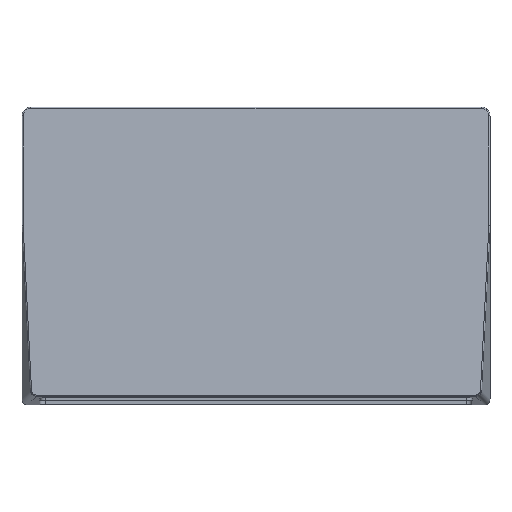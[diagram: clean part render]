
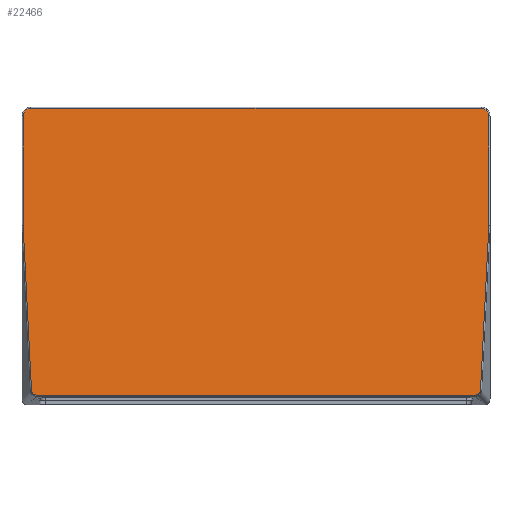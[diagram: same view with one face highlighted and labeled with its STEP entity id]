
A CAD part, front view. The second image highlights one B-rep face of the part: STEP entity #22466.
In plain terms, the highlighted planar face has unit normal (0, -0.995, 0.098).
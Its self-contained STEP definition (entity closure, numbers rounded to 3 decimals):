
#519=PLANE('',#23811);
#1317=FACE_OUTER_BOUND('',#2622,.T.);
#2622=EDGE_LOOP('',(#15217,#15218,#15219,#15220,#15221,#15222,#15223,#15224,
#15225,#15226));
#4182=ELLIPSE('',#23771,3.386,3.25);
#4184=ELLIPSE('',#23776,3.386,3.25);
#4189=ELLIPSE('',#23785,5.275,5.25);
#4191=ELLIPSE('',#23790,5.275,5.25);
#5837=LINE('',#34351,#7555);
#5838=LINE('',#34387,#7556);
#5840=LINE('',#34421,#7558);
#5842=LINE('',#34427,#7560);
#5845=LINE('',#34473,#7563);
#5847=LINE('',#34512,#7565);
#7555=VECTOR('',#26727,10.);
#7556=VECTOR('',#26740,10.);
#7558=VECTOR('',#26750,10.);
#7560=VECTOR('',#26756,10.);
#7563=VECTOR('',#26773,10.);
#7565=VECTOR('',#26783,10.);
#9274=VERTEX_POINT('',#34348);
#9275=VERTEX_POINT('',#34350);
#9277=VERTEX_POINT('',#34379);
#9279=VERTEX_POINT('',#34385);
#9281=VERTEX_POINT('',#34415);
#9282=VERTEX_POINT('',#34420);
#9284=VERTEX_POINT('',#34426);
#9287=VERTEX_POINT('',#34463);
#9289=VERTEX_POINT('',#34469);
#9291=VERTEX_POINT('',#34504);
#11671=EDGE_CURVE('',#9274,#9275,#5837,.T.);
#11674=EDGE_CURVE('',#9277,#9274,#4182,.T.);
#11677=EDGE_CURVE('',#9279,#9277,#5838,.T.);
#11680=EDGE_CURVE('',#9281,#9279,#4184,.T.);
#11682=EDGE_CURVE('',#9282,#9281,#5840,.T.);
#11685=EDGE_CURVE('',#9275,#9284,#5842,.T.);
#11691=EDGE_CURVE('',#9284,#9287,#4189,.T.);
#11694=EDGE_CURVE('',#9287,#9289,#5845,.T.);
#11697=EDGE_CURVE('',#9289,#9291,#4191,.T.);
#11699=EDGE_CURVE('',#9291,#9282,#5847,.T.);
#15217=ORIENTED_EDGE('',*,*,#11671,.F.);
#15218=ORIENTED_EDGE('',*,*,#11674,.F.);
#15219=ORIENTED_EDGE('',*,*,#11677,.F.);
#15220=ORIENTED_EDGE('',*,*,#11680,.F.);
#15221=ORIENTED_EDGE('',*,*,#11682,.F.);
#15222=ORIENTED_EDGE('',*,*,#11699,.F.);
#15223=ORIENTED_EDGE('',*,*,#11697,.F.);
#15224=ORIENTED_EDGE('',*,*,#11694,.F.);
#15225=ORIENTED_EDGE('',*,*,#11691,.F.);
#15226=ORIENTED_EDGE('',*,*,#11685,.F.);
#22466=ADVANCED_FACE('',(#1317),#519,.F.);
#23771=AXIS2_PLACEMENT_3D('',#34381,#26732,#26733);
#23776=AXIS2_PLACEMENT_3D('',#34417,#26744,#26745);
#23785=AXIS2_PLACEMENT_3D('',#34467,#26766,#26767);
#23790=AXIS2_PLACEMENT_3D('',#34508,#26778,#26779);
#23811=AXIS2_PLACEMENT_3D('',#34594,#26838,#26839);
#26727=DIRECTION('',(-0.051,0.098,0.994));
#26732=DIRECTION('center_axis',(0.,0.995,-0.098));
#26733=DIRECTION('ref_axis',(-0.853,-0.051,-0.519));
#26740=DIRECTION('',(-1.,0.,0.));
#26744=DIRECTION('center_axis',(0.,0.995,-0.098));
#26745=DIRECTION('ref_axis',(0.853,-0.051,-0.519));
#26750=DIRECTION('',(-0.051,-0.098,-0.994));
#26756=DIRECTION('',(0.,0.098,0.995));
#26766=DIRECTION('center_axis',(0.,0.995,-0.098));
#26767=DIRECTION('ref_axis',(0.,0.098,0.995));
#26773=DIRECTION('',(1.,0.,0.));
#26778=DIRECTION('center_axis',(0.,0.995,-0.098));
#26779=DIRECTION('ref_axis',(0.,0.098,0.995));
#26783=DIRECTION('',(0.,-0.098,-0.995));
#26838=DIRECTION('center_axis',(0.,0.995,-0.098));
#26839=DIRECTION('ref_axis',(0.,0.098,0.995));
#34348=CARTESIAN_POINT('',(6.398,-37.743,9.632));
#34350=CARTESIAN_POINT('',(0.75,-26.839,120.689));
#34351=CARTESIAN_POINT('',(2.15,-29.542,93.16));
#34379=CARTESIAN_POINT('',(9.621,-38.037,6.641));
#34381=CARTESIAN_POINT('Origin',(9.743,-37.716,9.913));
#34385=CARTESIAN_POINT('',(304.704,-38.037,6.641));
#34387=CARTESIAN_POINT('',(235.744,-38.037,6.641));
#34415=CARTESIAN_POINT('',(307.927,-37.743,9.632));
#34417=CARTESIAN_POINT('Origin',(304.582,-37.716,9.913));
#34420=CARTESIAN_POINT('',(313.575,-26.839,120.689));
#34421=CARTESIAN_POINT('',(312.175,-29.542,93.16));
#34426=CARTESIAN_POINT('',(0.75,-19.632,194.098));
#34427=CARTESIAN_POINT('',(0.75,-23.822,151.422));
#34463=CARTESIAN_POINT('',(6.,-19.116,199.348));
#34467=CARTESIAN_POINT('Origin',(6.,-19.632,194.098));
#34469=CARTESIAN_POINT('',(308.325,-19.116,199.348));
#34473=CARTESIAN_POINT('',(235.744,-19.116,199.348));
#34504=CARTESIAN_POINT('',(313.575,-19.632,194.098));
#34508=CARTESIAN_POINT('Origin',(308.325,-19.632,194.098));
#34512=CARTESIAN_POINT('',(313.575,-33.548,52.365));
#34594=CARTESIAN_POINT('Origin',(157.163,-28.776,100.967));
